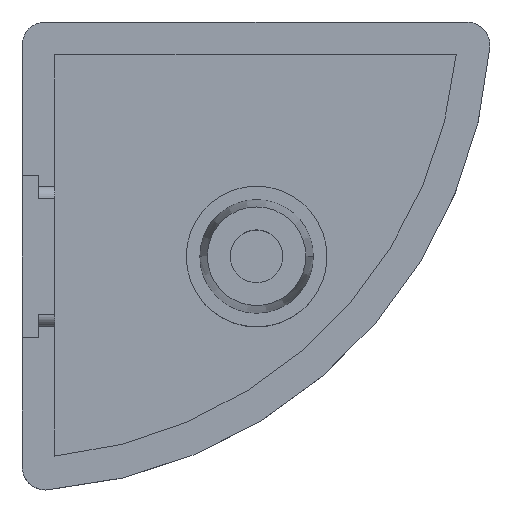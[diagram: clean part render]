
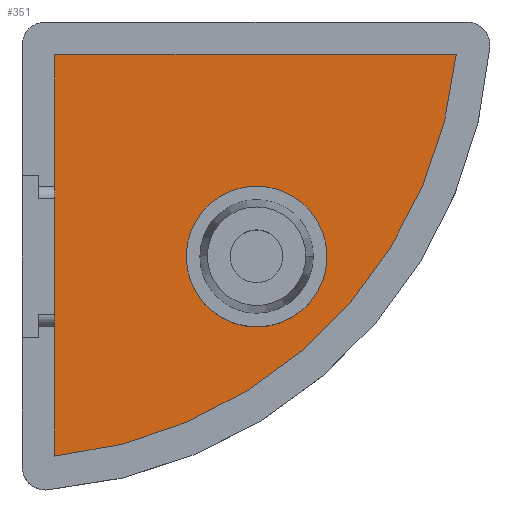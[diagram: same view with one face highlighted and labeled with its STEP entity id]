
A CAD part, top view. The second image highlights one B-rep face of the part: STEP entity #351.
In plain terms, the highlighted planar face has unit normal (0, 0, 1).
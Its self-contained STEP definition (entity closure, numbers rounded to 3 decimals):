
#34 = LINE ( 'NONE', #568, #60 ) ;
#49 = DIRECTION ( 'NONE',  ( 0., 1., 0. ) ) ;
#60 = VECTOR ( 'NONE', #1040, 1000. ) ;
#77 = EDGE_CURVE ( 'NONE', #863, #571, #780, .T. ) ;
#94 = CIRCLE ( 'NONE', #444, 19.1 ) ;
#151 = CARTESIAN_POINT ( 'NONE',  ( 13., 10., 2. ) ) ;
#152 = EDGE_CURVE ( 'NONE', #1021, #863, #94, .T. ) ;
#156 = AXIS2_PLACEMENT_3D ( 'NONE', #246, #952, #256 ) ;
#166 = EDGE_CURVE ( 'NONE', #347, #877, #304, .T. ) ;
#188 = EDGE_CURVE ( 'NONE', #571, #1021, #34, .T. ) ;
#240 = ORIENTED_EDGE ( 'NONE', *, *, #77, .T. ) ;
#246 = CARTESIAN_POINT ( 'NONE',  ( 10., 10., 2. ) ) ;
#252 = FACE_BOUND ( 'NONE', #966, .T. ) ;
#256 = DIRECTION ( 'NONE',  ( 0., 1., 0. ) ) ;
#267 = CARTESIAN_POINT ( 'NONE',  ( 20.001, 18.6, 2. ) ) ;
#286 = CARTESIAN_POINT ( 'NONE',  ( 1.4, 18.6, 2. ) ) ;
#304 = CIRCLE ( 'NONE', #893, 3. ) ;
#319 = CARTESIAN_POINT ( 'NONE',  ( -0.494, 20.494, 2. ) ) ;
#347 = VERTEX_POINT ( 'NONE', #513 ) ;
#351 = ADVANCED_FACE ( 'NONE', ( #252, #1000 ), #1061, .F. ) ;
#415 = EDGE_LOOP ( 'NONE', ( #955, #530, #240 ) ) ;
#444 = AXIS2_PLACEMENT_3D ( 'NONE', #319, #742, #842 ) ;
#475 = CARTESIAN_POINT ( 'NONE',  ( 18.512, 18.6, 2. ) ) ;
#503 = DIRECTION ( 'NONE',  ( 0., 1., 0. ) ) ;
#513 = CARTESIAN_POINT ( 'NONE',  ( 7., 10., 2. ) ) ;
#514 = CARTESIAN_POINT ( 'NONE',  ( 1.4, 1.488, 2. ) ) ;
#530 = ORIENTED_EDGE ( 'NONE', *, *, #152, .T. ) ;
#565 = CARTESIAN_POINT ( 'NONE',  ( 10., 10., 2. ) ) ;
#568 = CARTESIAN_POINT ( 'NONE',  ( 1.4, 18.6, 2. ) ) ;
#571 = VERTEX_POINT ( 'NONE', #286 ) ;
#600 = ORIENTED_EDGE ( 'NONE', *, *, #166, .F. ) ;
#663 = DIRECTION ( 'NONE',  ( 0., 0., 1. ) ) ;
#696 = DIRECTION ( 'NONE',  ( 0., 0., -1. ) ) ;
#735 = VECTOR ( 'NONE', #1103, 1000. ) ;
#737 = CARTESIAN_POINT ( 'NONE',  ( 20.001, 18.6, 2. ) ) ;
#742 = DIRECTION ( 'NONE',  ( 0., 0., 1. ) ) ;
#780 = LINE ( 'NONE', #737, #735 ) ;
#800 = ORIENTED_EDGE ( 'NONE', *, *, #950, .F. ) ;
#842 = DIRECTION ( 'NONE',  ( 0., 1., 0. ) ) ;
#863 = VERTEX_POINT ( 'NONE', #475 ) ;
#877 = VERTEX_POINT ( 'NONE', #151 ) ;
#893 = AXIS2_PLACEMENT_3D ( 'NONE', #565, #663, #49 ) ;
#950 = EDGE_CURVE ( 'NONE', #877, #347, #1100, .T. ) ;
#952 = DIRECTION ( 'NONE',  ( 0., 0., 1. ) ) ;
#955 = ORIENTED_EDGE ( 'NONE', *, *, #188, .T. ) ;
#966 = EDGE_LOOP ( 'NONE', ( #600, #800 ) ) ;
#1000 = FACE_OUTER_BOUND ( 'NONE', #415, .T. ) ;
#1021 = VERTEX_POINT ( 'NONE', #514 ) ;
#1040 = DIRECTION ( 'NONE',  ( 0., -1., 0. ) ) ;
#1061 = PLANE ( 'NONE',  #1101 ) ;
#1100 = CIRCLE ( 'NONE', #156, 3. ) ;
#1101 = AXIS2_PLACEMENT_3D ( 'NONE', #267, #696, #503 ) ;
#1103 = DIRECTION ( 'NONE',  ( -1., 0., 0. ) ) ;
